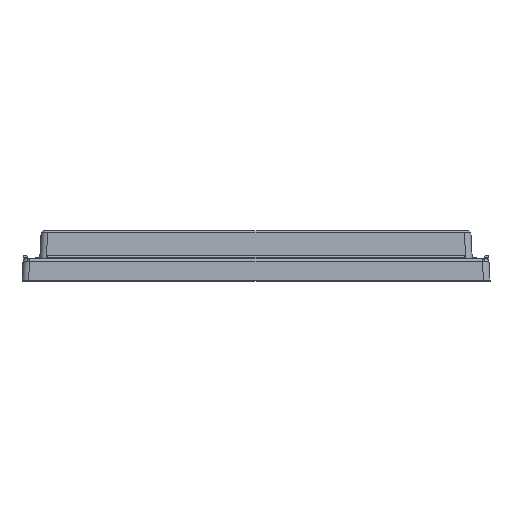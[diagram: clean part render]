
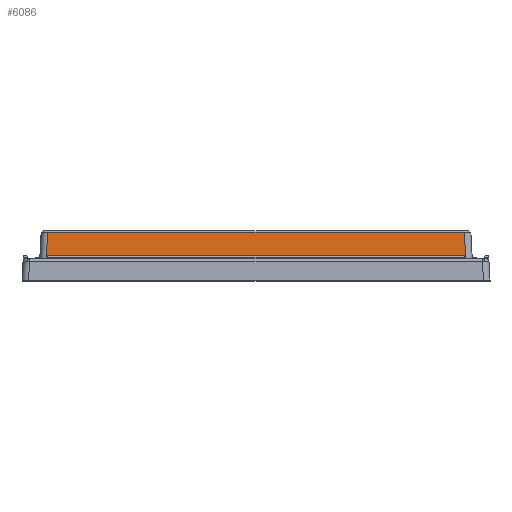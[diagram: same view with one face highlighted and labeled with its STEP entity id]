
A CAD part, top view. The second image highlights one B-rep face of the part: STEP entity #6086.
In plain terms, the highlighted planar face has unit normal (0, 0.052, 0.999).
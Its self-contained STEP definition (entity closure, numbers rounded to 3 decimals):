
#373 = ORIENTED_EDGE ( 'NONE', *, *, #12784, .T. ) ;
#2302 = CARTESIAN_POINT ( 'NONE',  ( 176.026, 18.738, 209.018 ) ) ;
#2702 = VECTOR ( 'NONE', #15079, 1000. ) ;
#2762 = AXIS2_PLACEMENT_3D ( 'NONE', #3031, #19581, #12031 ) ;
#3031 = CARTESIAN_POINT ( 'NONE',  ( -182.5, 0., 210. ) ) ;
#3380 = CARTESIAN_POINT ( 'NONE',  ( -177.023, -0.286, 210.015 ) ) ;
#3509 = ORIENTED_EDGE ( 'NONE', *, *, #19705, .F. ) ;
#3544 = EDGE_CURVE ( 'NONE', #11267, #3564, #22348, .T. ) ;
#3564 = VERTEX_POINT ( 'NONE', #19634 ) ;
#3706 = LINE ( 'NONE', #21504, #9220 ) ;
#4105 = CARTESIAN_POINT ( 'NONE',  ( -175.97, 10.263, 209.462 ) ) ;
#4274 = ORIENTED_EDGE ( 'NONE', *, *, #21266, .F. ) ;
#5743 = CARTESIAN_POINT ( 'NONE',  ( 175.304, 32.502, 208.297 ) ) ;
#6086 = ADVANCED_FACE ( 'NONE', ( #13668 ), #17209, .T. ) ;
#7033 = ORIENTED_EDGE ( 'NONE', *, *, #26655, .T. ) ;
#7576 = ORIENTED_EDGE ( 'NONE', *, *, #3544, .T. ) ;
#7962 = DIRECTION ( 'NONE',  ( -1., 0., 0. ) ) ;
#9127 = CARTESIAN_POINT ( 'NONE',  ( 176.47, 10.263, 209.462 ) ) ;
#9220 = VECTOR ( 'NONE', #28563, 1000. ) ;
#9517 = VECTOR ( 'NONE', #7962, 1000. ) ;
#9688 = DIRECTION ( 'NONE',  ( 0.052, 0.997, -0.052 ) ) ;
#10722 = EDGE_LOOP ( 'NONE', ( #7033, #4274, #3509, #21881, #12996, #7576, #373, #20395 ) ) ;
#10876 = CARTESIAN_POINT ( 'NONE',  ( -175.304, 32.502, 208.297 ) ) ;
#10995 = LINE ( 'NONE', #27923, #29126 ) ;
#11267 = VERTEX_POINT ( 'NONE', #10876 ) ;
#11538 = VERTEX_POINT ( 'NONE', #17036 ) ;
#12031 = DIRECTION ( 'NONE',  ( 0., -0.999, 0.052 ) ) ;
#12784 = EDGE_CURVE ( 'NONE', #3564, #24347, #3706, .T. ) ;
#12908 = CARTESIAN_POINT ( 'NONE',  ( 175.904, 13.245, 209.306 ) ) ;
#12996 = ORIENTED_EDGE ( 'NONE', *, *, #15797, .T. ) ;
#13173 = LINE ( 'NONE', #20393, #18727 ) ;
#13668 = FACE_OUTER_BOUND ( 'NONE', #10722, .T. ) ;
#14321 = DIRECTION ( 'NONE',  ( -0.052, 0.997, -0.052 ) ) ;
#14362 = LINE ( 'NONE', #29501, #9517 ) ;
#14779 = VERTEX_POINT ( 'NONE', #17484 ) ;
#15079 = DIRECTION ( 'NONE',  ( -0.052, -0.997, 0.052 ) ) ;
#15644 = DIRECTION ( 'NONE',  ( -1., 0., 0. ) ) ;
#15797 = EDGE_CURVE ( 'NONE', #26792, #11267, #13173, .T. ) ;
#15929 = DIRECTION ( 'NONE',  ( -0.052, 0.997, -0.052 ) ) ;
#16121 = VECTOR ( 'NONE', #17378, 1000. ) ;
#16973 = CARTESIAN_POINT ( 'NONE',  ( -177.736, -23.441, 211.228 ) ) ;
#17036 = CARTESIAN_POINT ( 'NONE',  ( 175.813, 13.245, 209.306 ) ) ;
#17209 = PLANE ( 'NONE',  #2762 ) ;
#17378 = DIRECTION ( 'NONE',  ( 1., 0., 0. ) ) ;
#17484 = CARTESIAN_POINT ( 'NONE',  ( 175.97, 10.263, 209.462 ) ) ;
#18727 = VECTOR ( 'NONE', #15644, 1000. ) ;
#18876 = CARTESIAN_POINT ( 'NONE',  ( -175.813, 13.245, 209.306 ) ) ;
#19432 = EDGE_CURVE ( 'NONE', #24392, #26792, #25493, .T. ) ;
#19581 = DIRECTION ( 'NONE',  ( 0., 0.052, 0.999 ) ) ;
#19634 = CARTESIAN_POINT ( 'NONE',  ( -176.47, 10.263, 209.462 ) ) ;
#19705 = EDGE_CURVE ( 'NONE', #24392, #14779, #14362, .T. ) ;
#20393 = CARTESIAN_POINT ( 'NONE',  ( -175.226, 32.502, 208.297 ) ) ;
#20395 = ORIENTED_EDGE ( 'NONE', *, *, #30458, .T. ) ;
#21266 = EDGE_CURVE ( 'NONE', #14779, #11538, #10995, .T. ) ;
#21504 = CARTESIAN_POINT ( 'NONE',  ( -178.236, 10.263, 209.462 ) ) ;
#21881 = ORIENTED_EDGE ( 'NONE', *, *, #19432, .T. ) ;
#22348 = LINE ( 'NONE', #3380, #2702 ) ;
#24347 = VERTEX_POINT ( 'NONE', #4105 ) ;
#24392 = VERTEX_POINT ( 'NONE', #9127 ) ;
#24761 = VECTOR ( 'NONE', #14321, 1000. ) ;
#24851 = VERTEX_POINT ( 'NONE', #18876 ) ;
#25178 = LINE ( 'NONE', #16973, #30668 ) ;
#25493 = LINE ( 'NONE', #2302, #24761 ) ;
#25740 = LINE ( 'NONE', #12908, #16121 ) ;
#26655 = EDGE_CURVE ( 'NONE', #24851, #11538, #25740, .T. ) ;
#26792 = VERTEX_POINT ( 'NONE', #5743 ) ;
#27923 = CARTESIAN_POINT ( 'NONE',  ( 175.97, 10.263, 209.462 ) ) ;
#28563 = DIRECTION ( 'NONE',  ( 1., 0., 0. ) ) ;
#29126 = VECTOR ( 'NONE', #15929, 1000. ) ;
#29501 = CARTESIAN_POINT ( 'NONE',  ( 175.97, 10.263, 209.462 ) ) ;
#30458 = EDGE_CURVE ( 'NONE', #24347, #24851, #25178, .T. ) ;
#30668 = VECTOR ( 'NONE', #9688, 1000. ) ;
